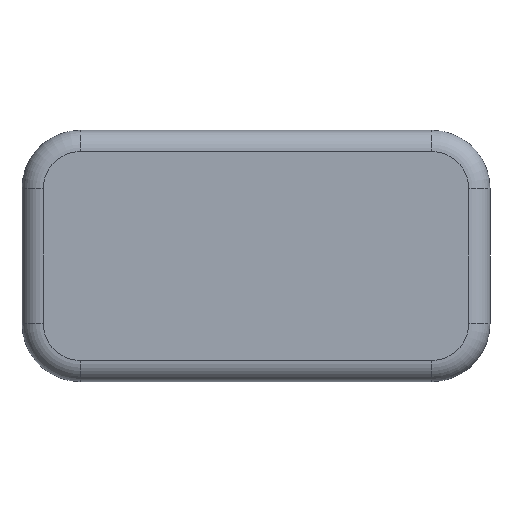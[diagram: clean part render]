
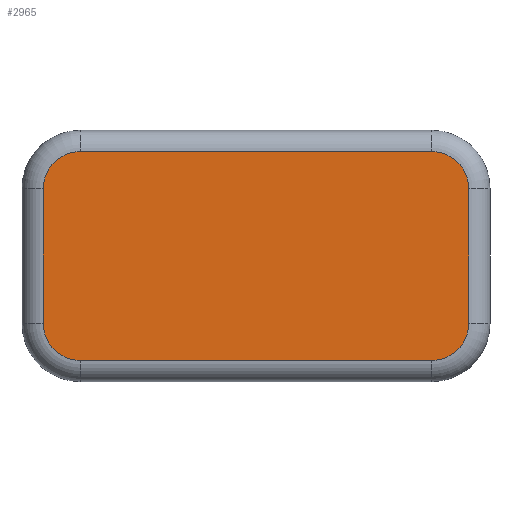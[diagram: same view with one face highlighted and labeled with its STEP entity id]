
A CAD part, front view. The second image highlights one B-rep face of the part: STEP entity #2965.
In plain terms, the highlighted planar face has unit normal (0, -1, 0).
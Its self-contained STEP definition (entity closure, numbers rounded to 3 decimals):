
#24=PLANE('',#3177);
#168=LINE('',#4895,#517);
#170=LINE('',#4907,#519);
#172=LINE('',#4919,#521);
#173=LINE('',#4927,#522);
#517=VECTOR('',#3477,10.);
#519=VECTOR('',#3491,10.);
#521=VECTOR('',#3505,10.);
#522=VECTOR('',#3516,10.);
#907=FACE_OUTER_BOUND('',#1072,.T.);
#1072=EDGE_LOOP('',(#2198,#2199,#2200,#2201,#2202,#2203,#2204,#2205));
#1222=CIRCLE('',#3147,2.6);
#1228=CIRCLE('',#3155,2.6);
#1232=CIRCLE('',#3161,2.6);
#1236=CIRCLE('',#3167,2.598);
#1353=VERTEX_POINT('',#4883);
#1354=VERTEX_POINT('',#4885);
#1356=VERTEX_POINT('',#4891);
#1358=VERTEX_POINT('',#4897);
#1360=VERTEX_POINT('',#4903);
#1362=VERTEX_POINT('',#4909);
#1364=VERTEX_POINT('',#4915);
#1366=VERTEX_POINT('',#4921);
#1658=EDGE_CURVE('',#1353,#1354,#1222,.T.);
#1663=EDGE_CURVE('',#1354,#1356,#168,.T.);
#1666=EDGE_CURVE('',#1356,#1358,#1228,.T.);
#1669=EDGE_CURVE('',#1358,#1360,#170,.T.);
#1672=EDGE_CURVE('',#1360,#1362,#1232,.T.);
#1675=EDGE_CURVE('',#1362,#1364,#172,.T.);
#1678=EDGE_CURVE('',#1364,#1366,#1236,.T.);
#1679=EDGE_CURVE('',#1366,#1353,#173,.T.);
#2198=ORIENTED_EDGE('',*,*,#1658,.F.);
#2199=ORIENTED_EDGE('',*,*,#1679,.F.);
#2200=ORIENTED_EDGE('',*,*,#1678,.F.);
#2201=ORIENTED_EDGE('',*,*,#1675,.F.);
#2202=ORIENTED_EDGE('',*,*,#1672,.F.);
#2203=ORIENTED_EDGE('',*,*,#1669,.F.);
#2204=ORIENTED_EDGE('',*,*,#1666,.F.);
#2205=ORIENTED_EDGE('',*,*,#1663,.F.);
#2965=ADVANCED_FACE('',(#907),#24,.F.);
#3147=AXIS2_PLACEMENT_3D('',#4886,#3466,#3467);
#3155=AXIS2_PLACEMENT_3D('',#4901,#3484,#3485);
#3161=AXIS2_PLACEMENT_3D('',#4913,#3498,#3499);
#3167=AXIS2_PLACEMENT_3D('',#4925,#3512,#3513);
#3177=AXIS2_PLACEMENT_3D('',#4952,#3542,#3543);
#3466=DIRECTION('center_axis',(0.,1.,0.));
#3467=DIRECTION('ref_axis',(0.707,0.,0.707));
#3477=DIRECTION('',(0.,0.,-1.));
#3484=DIRECTION('center_axis',(0.,1.,0.));
#3485=DIRECTION('ref_axis',(0.707,0.,-0.707));
#3491=DIRECTION('',(-1.,0.,0.));
#3498=DIRECTION('center_axis',(0.,1.,0.));
#3499=DIRECTION('ref_axis',(-0.707,0.,-0.707));
#3505=DIRECTION('',(0.,0.,1.));
#3512=DIRECTION('center_axis',(0.,1.,0.));
#3513=DIRECTION('ref_axis',(-0.707,0.,0.707));
#3516=DIRECTION('',(1.,0.,0.));
#3542=DIRECTION('center_axis',(0.,1.,0.));
#3543=DIRECTION('ref_axis',(1.,0.,0.));
#4883=CARTESIAN_POINT('',(25.5,-2.95,0.6));
#4885=CARTESIAN_POINT('',(28.1,-2.95,-2.));
#4886=CARTESIAN_POINT('Origin',(25.5,-2.95,-2.));
#4891=CARTESIAN_POINT('',(28.1,-2.95,-11.5));
#4895=CARTESIAN_POINT('',(28.1,-2.95,-4.375));
#4897=CARTESIAN_POINT('',(25.5,-2.95,-14.1));
#4901=CARTESIAN_POINT('Origin',(25.5,-2.95,-11.5));
#4903=CARTESIAN_POINT('',(0.75,-2.95,-14.1));
#4907=CARTESIAN_POINT('',(19.312,-2.95,-14.1));
#4909=CARTESIAN_POINT('',(-1.85,-2.95,-11.5));
#4913=CARTESIAN_POINT('Origin',(0.75,-2.95,-11.5));
#4915=CARTESIAN_POINT('',(-1.85,-2.95,-2.001));
#4919=CARTESIAN_POINT('',(-1.85,-2.95,-9.125));
#4921=CARTESIAN_POINT('',(0.75,-2.95,0.6));
#4925=CARTESIAN_POINT('Origin',(0.748,-2.95,-1.998));
#4927=CARTESIAN_POINT('',(6.938,-2.95,0.6));
#4952=CARTESIAN_POINT('Origin',(13.125,-2.95,-6.75));
